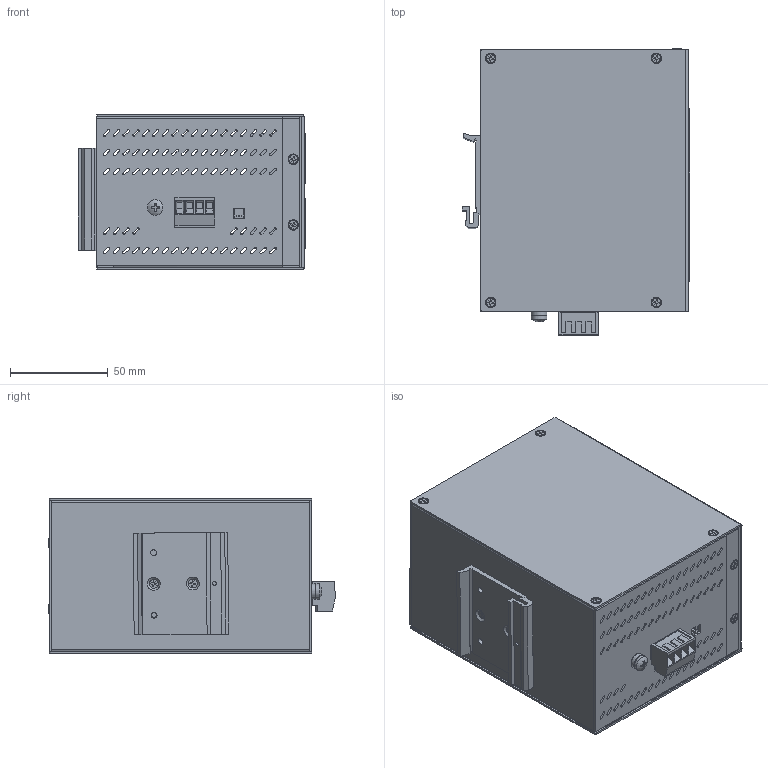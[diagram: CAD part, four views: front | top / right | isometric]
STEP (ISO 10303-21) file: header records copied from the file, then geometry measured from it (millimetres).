
FILE_DESCRIPTION (( 'STEP AP214' ), '1' );
FILE_NAME ('SE2-SW18U2G-T.STEP', '2018-06-28T19:23:06', ( '' ), ( '' ), 'SwSTEP 2.0', 'SolidWorks 2017', '' );
FILE_SCHEMA (( 'AUTOMOTIVE_DESIGN' ));
Length unit declared in the file: inch
Products named in the file (1): SE2-SW18U2G-T
Bounding box: 116.05 x 146.26 x 79.65 mm (x, y, z)
Volume: 184635.5 mm3; surface area: 216336.9 mm2
Topology: 45 solids, 45 shells, 2799 faces, 7904 edges, 5318 vertices
Faces by surface type: plane 2064, cylinder 602, bspline 74, cone 58, sphere 1
Full cylindrical faces by diameter (mm): 1.3 x8, 2 x1, 2.4 x14, 2.5 x14, 2.794 x9, 3 x6, 3.344 x1, 3.5 x16, 3.6 x4, 3.8 x4, 4 x14, 4.5 x14, 6.3 x14, 8 x2
Entity records: 132823 total; most frequent: CARTESIAN_POINT 23641, ORIENTED_EDGE 14996, DIRECTION 14071, EDGE_CURVE 7498, VECTOR 6047, LINE 6047, VERTEX_POINT 5165, AXIS2_PLACEMENT_3D 4012
